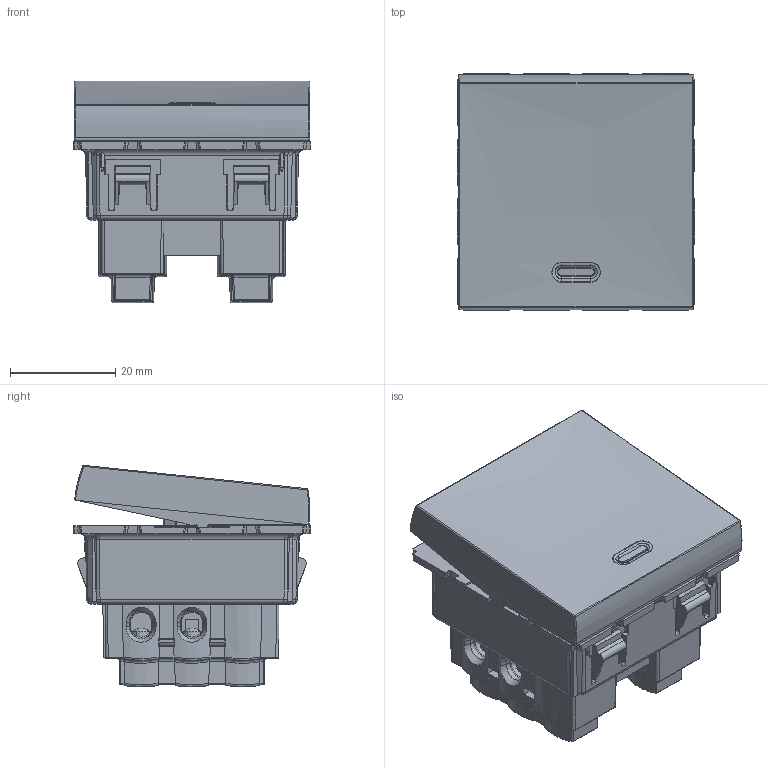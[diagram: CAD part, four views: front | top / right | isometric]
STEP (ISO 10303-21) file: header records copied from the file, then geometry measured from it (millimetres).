
FILE_DESCRIPTION(('CATIA V5 STEP Exchange','CAx-IF Rec.Pracs.--- Model Styling and Organization---1.5--- 2016-08-15','CAx-IF Rec.Pracs.---Supplemental Geometry---1.0---2011-11-01','CAx-IF Rec.Pracs.--- Composite Materials ---1.1---2010-07-15'),'2;1');
FILE_NAME('572047.stp','2022-10-27T14:33:32+00:00',('none'),('none'),'CATIA Version 5-6 Release 2020 SP3','CATIA V5 STEP AP214 v2','none');
FILE_SCHEMA(('AUTOMOTIVE_DESIGN { 1 0 10303 214 1 1 1 1 }'));
Products named in the file (1): 572047
Bounding box: 45.05 x 45.05 x 42 mm (x, y, z)
Volume: 37397 mm3; surface area: 24471.9 mm2
Topology: 8 solids, 8 shells, 2384 faces, 6974 edges, 4524 vertices
Faces by surface type: plane 1446, cylinder 420, cone 233, bspline 155, sphere 66, torus 64
Entity records: 83281 total; most frequent: CARTESIAN_POINT 28863, ORIENTED_EDGE 13796, DIRECTION 7357, EDGE_CURVE 6898, VERTEX_POINT 4524, VECTOR 3159, LINE 3159, B_SPLINE_CURVE_WITH_KNOTS 3107
